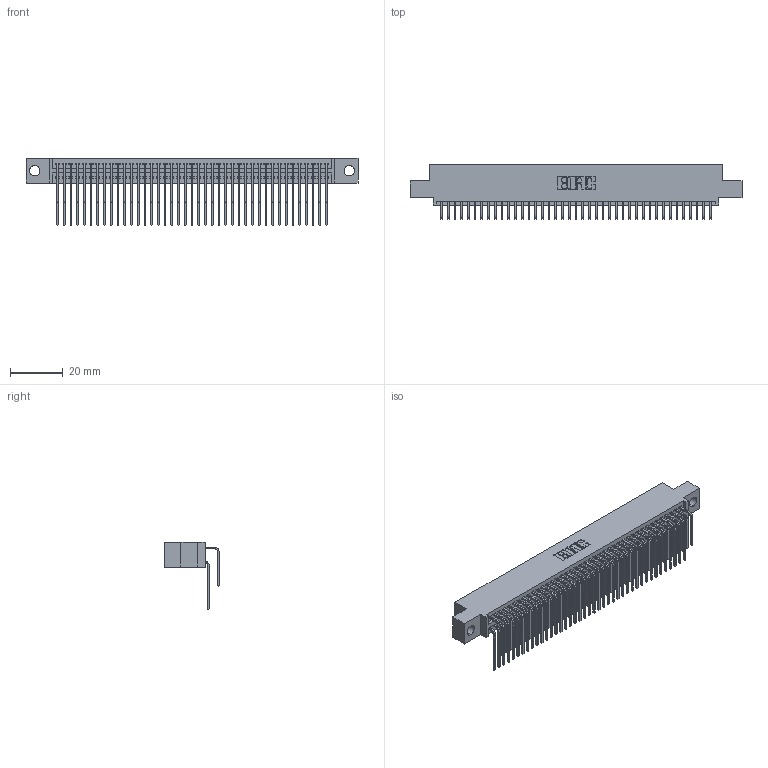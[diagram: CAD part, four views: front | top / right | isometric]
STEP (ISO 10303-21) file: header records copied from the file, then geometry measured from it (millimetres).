
FILE_DESCRIPTION (( 'STEP AP203' ), '1' );
FILE_NAME ('395-082-559-504.STEP', '2021-06-17T07:59:51', ( '' ), ( '' ), 'SwSTEP 2.0', 'SolidWorks 2020', '' );
FILE_SCHEMA (( 'CONFIG_CONTROL_DESIGN' ));
Length unit declared in the file: inch
Products named in the file (4): 345-292-001_559 Tail - 2; 345 Part_0.110 Offset - 0.156 Dia-TI; 345-292-001_558 559 Tail - 1; 395-082-559-504
Assembly tree (83 placements, depth 2):
  395-082-559-504
    345 Part_0.110 Offset - 0.156 Dia-TI
    345-292-001_558 559 Tail - 1  x41
    345-292-001_559 Tail - 2  x41
Bounding box: 125.35 x 20.56 x 25.53 mm (x, y, z)
Volume: 12461 mm3; surface area: 20568.8 mm2
Topology: 83 solids, 83 shells, 4408 faces, 13099 edges, 8622 vertices
Faces by surface type: plane 2968, cylinder 1440
Entity records: 34507 total; most frequent: CARTESIAN_POINT 5837, ORIENTED_EDGE 5718, DIRECTION 5119, EDGE_CURVE 2859, LINE 2523, VECTOR 2523, VERTEX_POINT 1902, AXIS2_PLACEMENT_3D 1298
